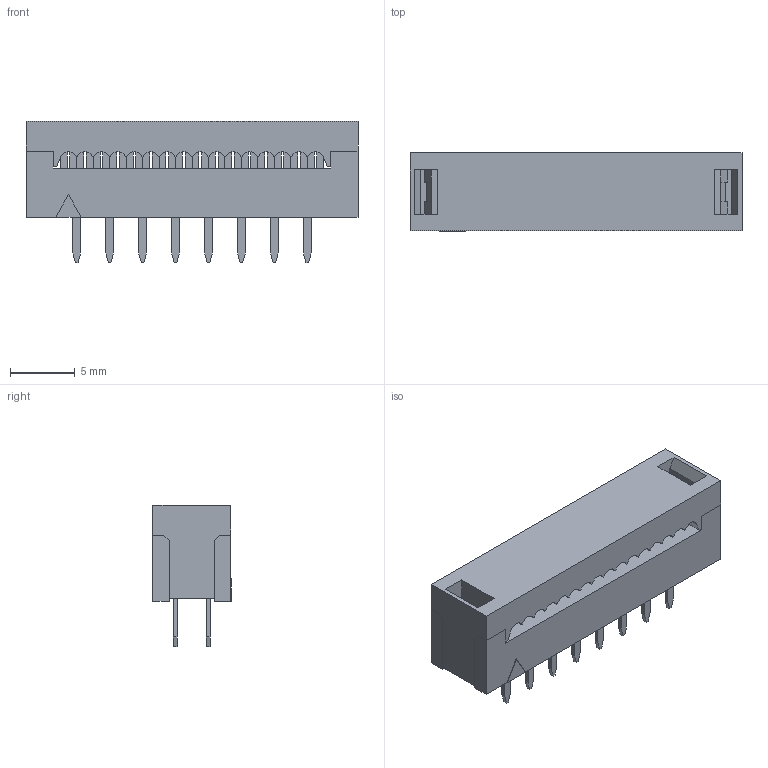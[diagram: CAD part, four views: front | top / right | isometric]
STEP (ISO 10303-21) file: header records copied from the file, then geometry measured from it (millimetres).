
FILE_DESCRIPTION(('STEP AP214'), '1');
FILE_NAME('DS1018-106B', '2016-10-13T18:27:38', ('Nobody'), (''), 'ASCON STEP Converter 1.3', 'ASCON Math Kernel', '');
FILE_SCHEMA(('AUTOMOTIVE_DESIGN { 1 0 10303 214 3 1 1}'));
Length unit declared in the file: millimetre
Bounding box: 25.6 x 6.03 x 10.9 mm (x, y, z)
Volume: 937.7 mm3; surface area: 1686.3 mm2
Topology: 18 solids, 18 shells, 529 faces, 1461 edges, 966 vertices
Faces by surface type: plane 497, cylinder 32
Entity records: 20929 total; most frequent: CARTESIAN_POINT 2957, ORIENTED_EDGE 2922, DIRECTION 2601, EDGE_CURVE 1461, LINE 1381, VECTOR 1381, VERTEX_POINT 966, AXIS2_PLACEMENT_3D 610
